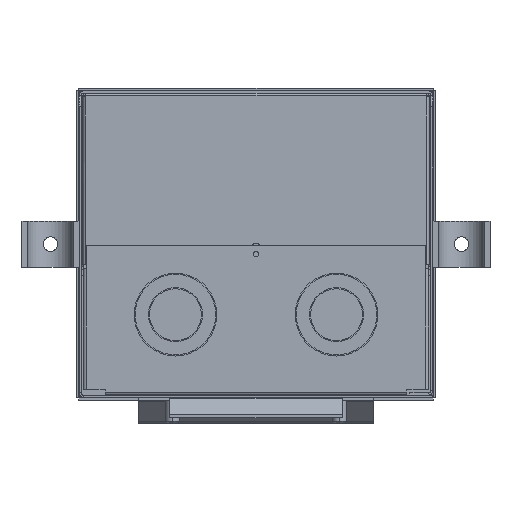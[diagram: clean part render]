
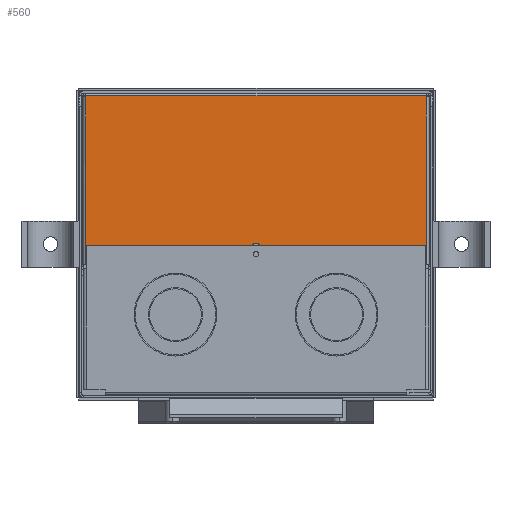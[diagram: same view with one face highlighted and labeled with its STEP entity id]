
A CAD part, front view. The second image highlights one B-rep face of the part: STEP entity #560.
In plain terms, the highlighted face is planar.
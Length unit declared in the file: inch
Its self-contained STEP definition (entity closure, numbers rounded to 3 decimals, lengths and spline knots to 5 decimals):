
#446 = EDGE_CURVE ( 'NONE', #3254, #3257, #10571, .T. ) ;
#447 = EDGE_CURVE ( 'NONE', #3257, #3277, #10574, .T. ) ;
#448 = EDGE_CURVE ( 'NONE', #3277, #3270, #10577, .T. ) ;
#449 = EDGE_CURVE ( 'NONE', #3270, #3254, #10579, .T. ) ;
#450 = EDGE_CURVE ( 'NONE', #3241, #3280, #10580, .T. ) ;
#451 = EDGE_CURVE ( 'NONE', #3280, #3284, #10576, .T. ) ;
#452 = EDGE_CURVE ( 'NONE', #3285, #3284, #10584, .T. ) ;
#453 = EDGE_CURVE ( 'NONE', #3285, #3241, #10582, .T. ) ;
#560 = ADVANCED_FACE ( 'NONE', ( #10767, #10772 ), #13400, .T. ) ;
#3241 = VERTEX_POINT ( 'NONE', #15606 ) ;
#3254 = VERTEX_POINT ( 'NONE', #15611 ) ;
#3257 = VERTEX_POINT ( 'NONE', #15613 ) ;
#3270 = VERTEX_POINT ( 'NONE', #15620 ) ;
#3277 = VERTEX_POINT ( 'NONE', #15625 ) ;
#3280 = VERTEX_POINT ( 'NONE', #15627 ) ;
#3284 = VERTEX_POINT ( 'NONE', #15629 ) ;
#3285 = VERTEX_POINT ( 'NONE', #15630 ) ;
#6034 = EDGE_LOOP ( 'NONE', ( #9553, #9554, #9555, #9556 ) ) ;
#6157 = EDGE_LOOP ( 'NONE', ( #9557, #9558, #9559, #9560 ) ) ;
#8516 = AXIS2_PLACEMENT_3D ( 'NONE', #12213, #12214, #12215 ) ;
#8517 = AXIS2_PLACEMENT_3D ( 'NONE', #12218, #12219, #12220 ) ;
#8591 = AXIS2_PLACEMENT_3D ( 'NONE', #13399, #13398, #13402 ) ;
#9553 = ORIENTED_EDGE ( 'NONE', *, *, #446, .T. ) ;
#9554 = ORIENTED_EDGE ( 'NONE', *, *, #447, .T. ) ;
#9555 = ORIENTED_EDGE ( 'NONE', *, *, #448, .T. ) ;
#9556 = ORIENTED_EDGE ( 'NONE', *, *, #449, .T. ) ;
#9557 = ORIENTED_EDGE ( 'NONE', *, *, #450, .T. ) ;
#9558 = ORIENTED_EDGE ( 'NONE', *, *, #451, .T. ) ;
#9559 = ORIENTED_EDGE ( 'NONE', *, *, #452, .F. ) ;
#9560 = ORIENTED_EDGE ( 'NONE', *, *, #453, .T. ) ;
#10571 = CIRCLE ( 'NONE', #8516, 0.07813 ) ;
#10574 = LINE ( 'NONE', #12212, #10578 ) ;
#10576 = LINE ( 'NONE', #12217, #10585 ) ;
#10577 = CIRCLE ( 'NONE', #8517, 0.07812 ) ;
#10578 = VECTOR ( 'NONE', #12209, 39.37008 ) ;
#10579 = LINE ( 'NONE', #12210, #10581 ) ;
#10580 = LINE ( 'NONE', #12221, #10583 ) ;
#10581 = VECTOR ( 'NONE', #12211, 39.37008 ) ;
#10582 = LINE ( 'NONE', #12216, #10589 ) ;
#10583 = VECTOR ( 'NONE', #12222, 39.37008 ) ;
#10584 = LINE ( 'NONE', #12224, #10587 ) ;
#10585 = VECTOR ( 'NONE', #12223, 39.37008 ) ;
#10587 = VECTOR ( 'NONE', #12225, 39.37008 ) ;
#10589 = VECTOR ( 'NONE', #12226, 39.37008 ) ;
#10767 = FACE_BOUND ( 'NONE', #6034, .T. ) ;
#10772 = FACE_OUTER_BOUND ( 'NONE', #6157, .T. ) ;
#12209 = DIRECTION ( 'NONE',  ( 0., -1., 0. ) ) ;
#12210 = CARTESIAN_POINT ( 'NONE',  ( 0.07812, 3.50732, -0.923 ) ) ;
#12211 = DIRECTION ( 'NONE',  ( 0., 1., 0. ) ) ;
#12212 = CARTESIAN_POINT ( 'NONE',  ( -0.07813, 3.50732, -0.923 ) ) ;
#12213 = CARTESIAN_POINT ( 'NONE',  ( 0., 3.50732, -0.923 ) ) ;
#12214 = DIRECTION ( 'NONE',  ( 0., 0., 1. ) ) ;
#12215 = DIRECTION ( 'NONE',  ( 1., 0., 0. ) ) ;
#12216 = CARTESIAN_POINT ( 'NONE',  ( 3.697, 3.6792, -0.923 ) ) ;
#12217 = CARTESIAN_POINT ( 'NONE',  ( -3.697, 0.015, -0.923 ) ) ;
#12218 = CARTESIAN_POINT ( 'NONE',  ( 0., 3.28857, -0.923 ) ) ;
#12219 = DIRECTION ( 'NONE',  ( 0., 0., 1. ) ) ;
#12220 = DIRECTION ( 'NONE',  ( 1., 0., 0. ) ) ;
#12221 = CARTESIAN_POINT ( 'NONE',  ( 0., 0.015, -0.923 ) ) ;
#12222 = DIRECTION ( 'NONE',  ( -1., 0., 0. ) ) ;
#12223 = DIRECTION ( 'NONE',  ( 0., 1., 0. ) ) ;
#12224 = CARTESIAN_POINT ( 'NONE',  ( -3.712, 3.6792, -0.923 ) ) ;
#12225 = DIRECTION ( 'NONE',  ( -1., 0., 0. ) ) ;
#12226 = DIRECTION ( 'NONE',  ( 0., -1., 0. ) ) ;
#13398 = DIRECTION ( 'NONE',  ( 0., 0., -1. ) ) ;
#13399 = CARTESIAN_POINT ( 'NONE',  ( 0., 0., -0.923 ) ) ;
#13400 = PLANE ( 'NONE',  #8591 ) ;
#13402 = DIRECTION ( 'NONE',  ( -1., 0., 0. ) ) ;
#15606 = CARTESIAN_POINT ( 'NONE',  ( 3.697, 0.015, -0.923 ) ) ;
#15611 = CARTESIAN_POINT ( 'NONE',  ( 0.07812, 3.50732, -0.923 ) ) ;
#15613 = CARTESIAN_POINT ( 'NONE',  ( -0.07813, 3.50732, -0.923 ) ) ;
#15620 = CARTESIAN_POINT ( 'NONE',  ( 0.07812, 3.28857, -0.923 ) ) ;
#15625 = CARTESIAN_POINT ( 'NONE',  ( -0.07813, 3.28858, -0.923 ) ) ;
#15627 = CARTESIAN_POINT ( 'NONE',  ( -3.697, 0.015, -0.923 ) ) ;
#15629 = CARTESIAN_POINT ( 'NONE',  ( -3.697, 3.6792, -0.923 ) ) ;
#15630 = CARTESIAN_POINT ( 'NONE',  ( 3.697, 3.6792, -0.923 ) ) ;
